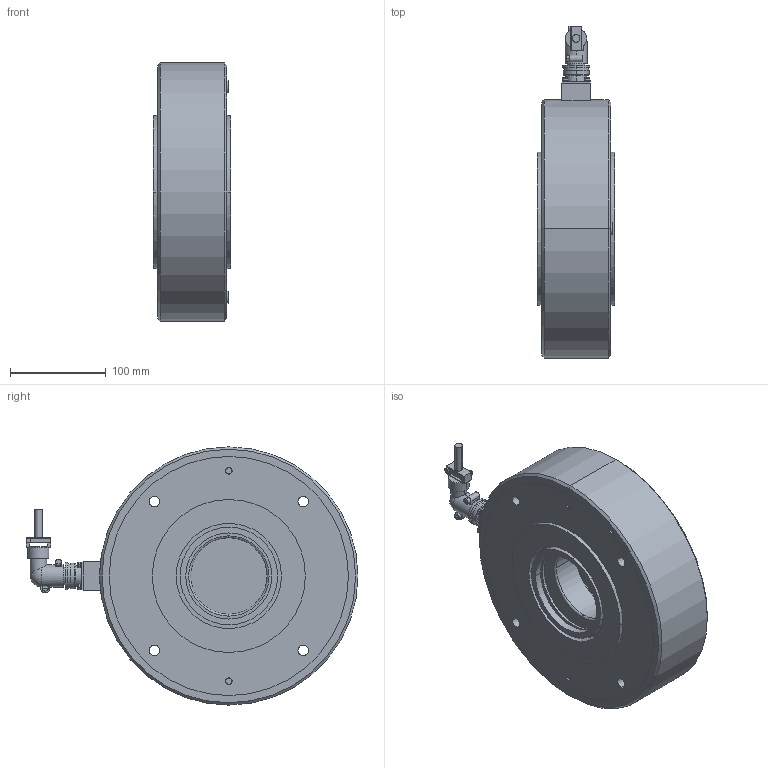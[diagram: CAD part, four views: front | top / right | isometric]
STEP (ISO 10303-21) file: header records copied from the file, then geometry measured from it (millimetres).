
FILE_DESCRIPTION((''),'2;1');
FILE_NAME('50228.stp','2007-09-21T16:19:36',(''),(''),'Mechanical Desktop 2007','Mechanical Desktop 2007',', , ');
FILE_SCHEMA(('CONFIG_CONTROL_DESIGN'));
Length unit declared in the file: millimetre
Products named in the file (26): L50228; L4899004; TEIL1AAA; L49342; TEIL1AAAA; L48998; TEIL1A; L49026; TEIL1AA; L4410401; TEIL1AAAAA; I-6KT_SCHRAUBE_M8X65; I-6KT_SCHRAUBE_M8X65A; I-6KT_SCHRAUBE_M3X25A; I-6KT_SCHRAUBE_M3X25; FEDERRING_M3A; FEDERRING_M3; V_RING_V90A; V_RING_V90AA; SICHERUNGSRING_J140A; SICHERUNGSRING_J140; PENDELKUGELLAGER_2216TVA; PENDELKUGELLAGER_2216TV; FLANSCHDOSE_WINKEL_AMPH_4-POLIG; TEIL1; RM_SDB
Assembly tree (35 placements, depth 3):
  L50228
    L4899004
      TEIL1AAA
    L49342
      TEIL1AAAA
    L48998
      TEIL1A
    L49026
      TEIL1AA
    L4410401  x2
      TEIL1AAAAA
    I-6KT_SCHRAUBE_M8X65  x2
      I-6KT_SCHRAUBE_M8X65A
    I-6KT_SCHRAUBE_M3X25A  x4
      I-6KT_SCHRAUBE_M3X25
    FEDERRING_M3A  x4
      FEDERRING_M3
    V_RING_V90A
      V_RING_V90AA
    SICHERUNGSRING_J140A
      SICHERUNGSRING_J140
    PENDELKUGELLAGER_2216TVA
      PENDELKUGELLAGER_2216TV
    FLANSCHDOSE_WINKEL_AMPH_4-POLIG
      TEIL1
    RM_SDB  x3
Bounding box: 80.8 x 347 x 270 mm (x, y, z)
Volume: 3606413.3 mm3; surface area: 572163.8 mm2
Topology: 20 solids, 20 shells, 386 faces, 920 edges, 602 vertices
Faces by surface type: cylinder 222, plane 111, cone 30, torus 20, bspline 2, sphere 1
Entity records: 10099 total; most frequent: CARTESIAN_POINT 1921, DIRECTION 1825, ORIENTED_EDGE 1464, AXIS2_PLACEMENT_3D 768, EDGE_CURVE 732, VERTEX_POINT 481, CIRCLE 428, EDGE_LOOP 419
